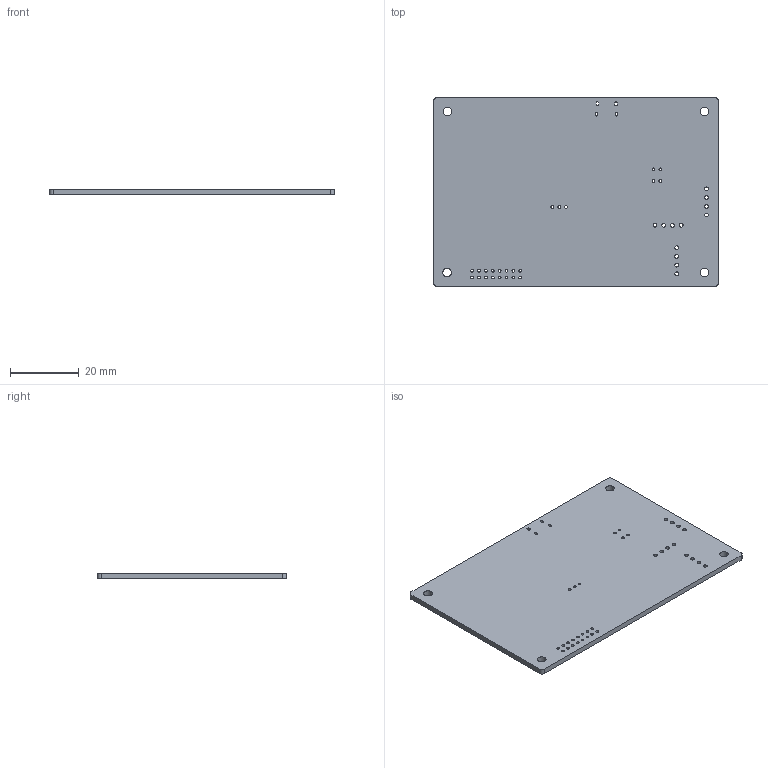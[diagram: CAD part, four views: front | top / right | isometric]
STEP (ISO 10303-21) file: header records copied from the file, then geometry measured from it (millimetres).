
FILE_DESCRIPTION(('KiCad electronic assembly'),'2;1');
FILE_NAME('SADA_Board.step','2023-04-13T08:32:44',('Pcbnew'),('Kicad'), 'Open CASCADE STEP processor 7.6','KiCad to STEP converter','Unknown' );
FILE_SCHEMA(('AUTOMOTIVE_DESIGN { 1 0 10303 214 1 1 1 1 }'));
Length unit declared in the file: millimetre
Products named in the file (2): SADA_Board 1; SADA_Board PCB
Assembly tree (1 placements, depth 2):
  SADA_Board 1
    SADA_Board PCB
Bounding box: 83 x 55 x 1.61 mm (x, y, z)
Volume: 7258.1 mm3; surface area: 9707.7 mm2
Topology: 1 solids, 1 shells, 65 faces, 189 edges, 126 vertices
Faces by surface type: cylinder 51, plane 14
Full cylindrical faces by diameter (mm): 0.8 x23, 1.1 x12, 2.5 x4
Entity records: 5187 total; most frequent: CARTESIAN_POINT 1372, DIRECTION 701, ORIENTED_EDGE 378, PCURVE 378, DEFINITIONAL_REPRESENTATION 378, LINE 363, VECTOR 363, EDGE_CURVE 189
